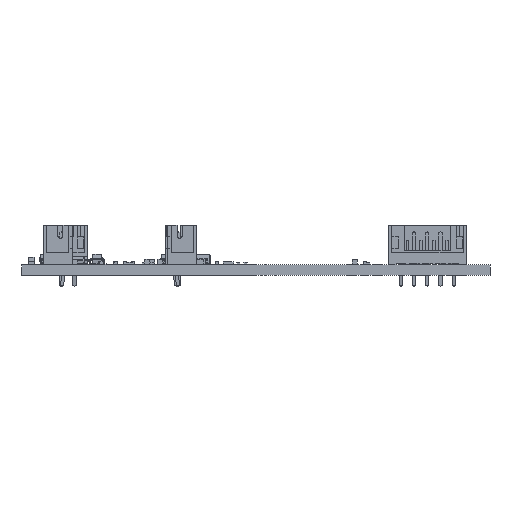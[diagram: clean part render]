
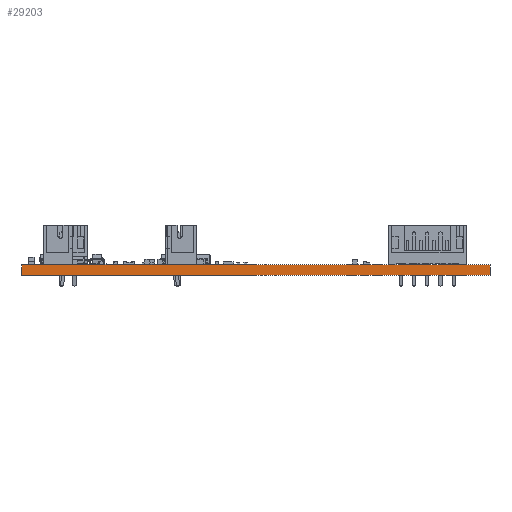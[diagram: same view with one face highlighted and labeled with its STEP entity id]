
A CAD part, left-side view. The second image highlights one B-rep face of the part: STEP entity #29203.
In plain terms, the highlighted planar face has unit normal (-1, 0, 0).
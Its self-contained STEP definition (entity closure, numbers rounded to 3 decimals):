
#29147 = VERTEX_POINT('',#29148);
#29148 = CARTESIAN_POINT('',(30.98,-96.,1.6));
#29154 = EDGE_CURVE('',#29155,#29147,#29157,.T.);
#29155 = VERTEX_POINT('',#29156);
#29156 = CARTESIAN_POINT('',(30.98,-96.,0.));
#29157 = LINE('',#29158,#29159);
#29158 = CARTESIAN_POINT('',(30.98,-96.,0.));
#29159 = VECTOR('',#29160,1.);
#29160 = DIRECTION('',(0.,0.,1.));
#29203 = ADVANCED_FACE('',(#29204),#29229,.T.);
#29204 = FACE_BOUND('',#29205,.T.);
#29205 = EDGE_LOOP('',(#29206,#29207,#29215,#29223));
#29206 = ORIENTED_EDGE('',*,*,#29154,.T.);
#29207 = ORIENTED_EDGE('',*,*,#29208,.T.);
#29208 = EDGE_CURVE('',#29147,#29209,#29211,.T.);
#29209 = VERTEX_POINT('',#29210);
#29210 = CARTESIAN_POINT('',(30.98,-25.04,1.6));
#29211 = LINE('',#29212,#29213);
#29212 = CARTESIAN_POINT('',(30.98,-96.,1.6));
#29213 = VECTOR('',#29214,1.);
#29214 = DIRECTION('',(0.,1.,0.));
#29215 = ORIENTED_EDGE('',*,*,#29216,.F.);
#29216 = EDGE_CURVE('',#29217,#29209,#29219,.T.);
#29217 = VERTEX_POINT('',#29218);
#29218 = CARTESIAN_POINT('',(30.98,-25.04,0.));
#29219 = LINE('',#29220,#29221);
#29220 = CARTESIAN_POINT('',(30.98,-25.04,0.));
#29221 = VECTOR('',#29222,1.);
#29222 = DIRECTION('',(0.,0.,1.));
#29223 = ORIENTED_EDGE('',*,*,#29224,.F.);
#29224 = EDGE_CURVE('',#29155,#29217,#29225,.T.);
#29225 = LINE('',#29226,#29227);
#29226 = CARTESIAN_POINT('',(30.98,-96.,0.));
#29227 = VECTOR('',#29228,1.);
#29228 = DIRECTION('',(0.,1.,0.));
#29229 = PLANE('',#29230);
#29230 = AXIS2_PLACEMENT_3D('',#29231,#29232,#29233);
#29231 = CARTESIAN_POINT('',(30.98,-96.,0.));
#29232 = DIRECTION('',(-1.,0.,0.));
#29233 = DIRECTION('',(0.,1.,0.));
